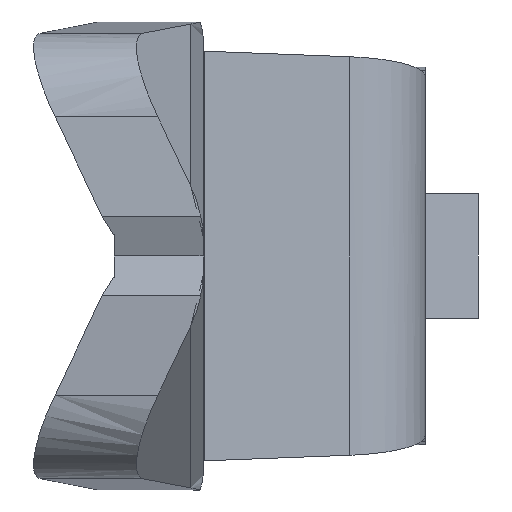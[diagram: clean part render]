
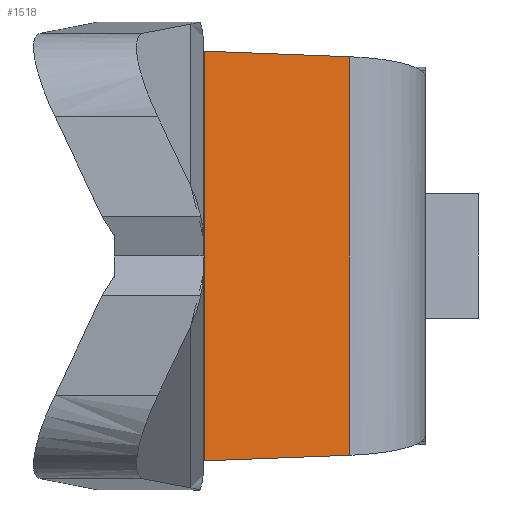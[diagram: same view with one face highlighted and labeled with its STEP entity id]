
A CAD part, left-side view. The second image highlights one B-rep face of the part: STEP entity #1518.
In plain terms, the highlighted free-form (B-spline) face has degree [1, 1] with [2, 2] control points.
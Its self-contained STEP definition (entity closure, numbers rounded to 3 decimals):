
#60=CARTESIAN_POINT('',(-18.038,-10.612,-8.971));
#61=VERTEX_POINT('',#60);
#82=CARTESIAN_POINT('',(-18.038,-10.612,8.971));
#83=VERTEX_POINT('',#82);
#97=CARTESIAN_POINT('',(-18.038,-10.612,-8.971));
#98=CARTESIAN_POINT('',(-18.038,-10.612,8.971));
#99=QUASI_UNIFORM_CURVE('',1,(#97,#98),.UNSPECIFIED.,.F.,.U.);
#100=EDGE_CURVE('',#61,#83,#99,.T.);
#241=CARTESIAN_POINT('',(-19.189,-4.083,-9.222));
#242=VERTEX_POINT('',#241);
#258=CARTESIAN_POINT('',(-19.189,-4.083,9.222));
#259=VERTEX_POINT('',#258);
#260=CARTESIAN_POINT('',(-19.189,-4.083,9.222));
#261=CARTESIAN_POINT('',(-19.189,-4.083,-9.222));
#262=QUASI_UNIFORM_CURVE('',1,(#260,#261),.UNSPECIFIED.,.F.,.U.);
#263=EDGE_CURVE('',#259,#242,#262,.T.);
#1313=CARTESIAN_POINT('',(-18.038,-10.612,8.971));
#1314=CARTESIAN_POINT('',(-19.189,-4.083,9.222));
#1315=QUASI_UNIFORM_CURVE('',1,(#1313,#1314),.UNSPECIFIED.,.F.,.U.);
#1316=EDGE_CURVE('',#83,#259,#1315,.T.);
#1379=CARTESIAN_POINT('',(-19.189,-4.083,-9.222));
#1380=CARTESIAN_POINT('',(-18.038,-10.612,-8.971));
#1381=QUASI_UNIFORM_CURVE('',1,(#1379,#1380),.UNSPECIFIED.,.F.,.U.);
#1382=EDGE_CURVE('',#242,#61,#1381,.T.);
#1507=CARTESIAN_POINT('',(-17.98,-10.938,-10.143));
#1508=CARTESIAN_POINT('',(-19.247,-3.756,-10.143));
#1509=CARTESIAN_POINT('',(-17.98,-10.938,10.143));
#1510=CARTESIAN_POINT('',(-19.247,-3.756,10.143));
#1511=B_SPLINE_SURFACE_WITH_KNOTS('',1,1,((#1507,#1509),(#1508,#1510)),.UNSPECIFIED.,.F.,.F.,.U.,(2,2),(2,2),(0.0,7.292),(0.0,20.286),.UNSPECIFIED.);
#1512=ORIENTED_EDGE('',*,*,#1382,.T.);
#1513=ORIENTED_EDGE('',*,*,#100,.T.);
#1514=ORIENTED_EDGE('',*,*,#1316,.T.);
#1515=ORIENTED_EDGE('',*,*,#263,.T.);
#1516=EDGE_LOOP('',(#1512,#1513,#1514,#1515));
#1517=FACE_OUTER_BOUND('',#1516,.T.);
#1518=ADVANCED_FACE('',(#1517),#1511,.F.);
